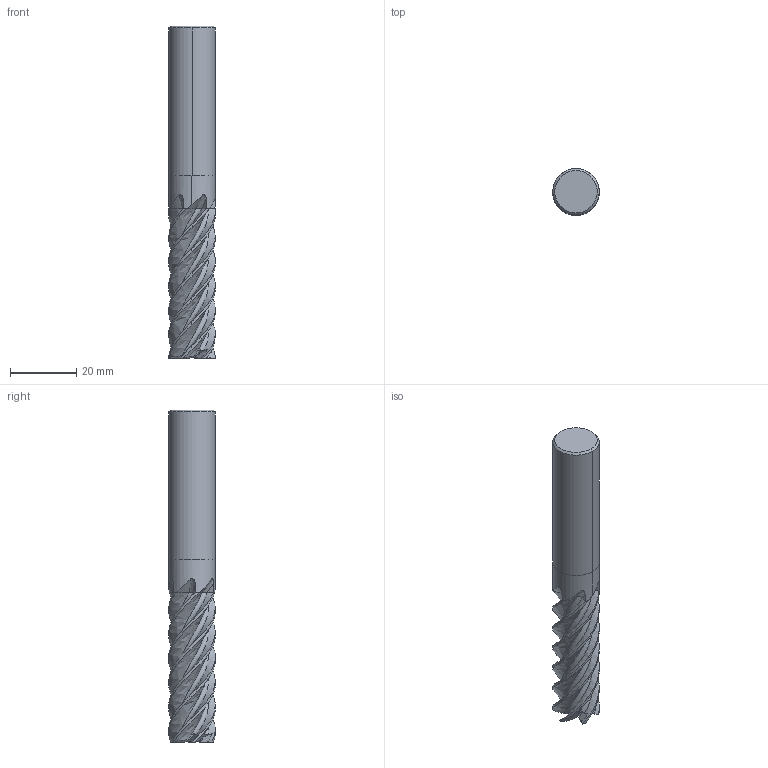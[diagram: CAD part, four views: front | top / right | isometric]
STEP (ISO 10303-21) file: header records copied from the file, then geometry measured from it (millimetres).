
FILE_DESCRIPTION(('no description'),'unknown implementation level');
FILE_NAME('K201533-14X45-Detail.stp',' ',('CIMSOURCE GmbH'),('CADClick - KiM GmbH - www.kimweb.de'),'unknown preprocess','ACIS','unknown authorization');
FILE_SCHEMA(('automotive_design'));
Length unit declared in the file: millimetre
Products named in the file (2): NOCUT; CUT
Bounding box: 14 x 14 x 100 mm (x, y, z)
Volume: 12367.5 mm3; surface area: 7528.2 mm2
Topology: 2 solids, 2 shells, 184 faces, 530 edges, 350 vertices
Faces by surface type: plane 82, bspline 48, revolution 24, cone 22, cylinder 8
Entity records: 35937 total; most frequent: CARTESIAN_POINT 25680, STYLED_ITEM 1066, PRESENTATION_STYLE_ASSIGNMENT 1066, COLOUR_RGB 1066, ORIENTED_EDGE 1060, DIRECTION 700, EDGE_CURVE 530, CURVE_STYLE 530
